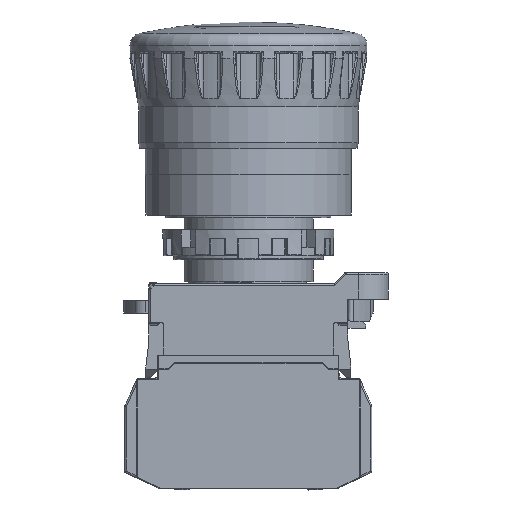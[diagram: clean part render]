
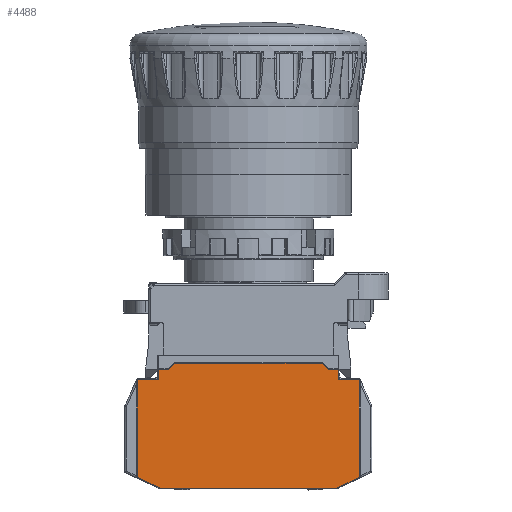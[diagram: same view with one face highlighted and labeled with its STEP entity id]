
A CAD part, left-side view. The second image highlights one B-rep face of the part: STEP entity #4488.
In plain terms, the highlighted planar face has unit normal (-1, 0, 0).
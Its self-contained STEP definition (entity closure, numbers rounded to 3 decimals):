
#4488 = ADVANCED_FACE( '', ( #10114 ), #10115, .T. );
#10114 = FACE_OUTER_BOUND( '', #18271, .T. );
#10115 = PLANE( '', #18272 );
#18271 = EDGE_LOOP( '', ( #33938, #33939, #33940, #33941, #33942, #33943, #33944, #33945, #33946, #33947, #33948, #33949, #33950, #33951 ) );
#18272 = AXIS2_PLACEMENT_3D( '', #33952, #33953, #33954 );
#33938 = ORIENTED_EDGE( '', *, *, #45893, .F. );
#33939 = ORIENTED_EDGE( '', *, *, #48391, .F. );
#33940 = ORIENTED_EDGE( '', *, *, #48599, .T. );
#33941 = ORIENTED_EDGE( '', *, *, #46545, .F. );
#33942 = ORIENTED_EDGE( '', *, *, #49555, .T. );
#33943 = ORIENTED_EDGE( '', *, *, #49556, .F. );
#33944 = ORIENTED_EDGE( '', *, *, #47296, .T. );
#33945 = ORIENTED_EDGE( '', *, *, #48891, .F. );
#33946 = ORIENTED_EDGE( '', *, *, #49557, .T. );
#33947 = ORIENTED_EDGE( '', *, *, #49558, .F. );
#33948 = ORIENTED_EDGE( '', *, *, #47787, .F. );
#33949 = ORIENTED_EDGE( '', *, *, #49155, .F. );
#33950 = ORIENTED_EDGE( '', *, *, #46454, .T. );
#33951 = ORIENTED_EDGE( '', *, *, #49559, .F. );
#33952 = CARTESIAN_POINT( '', ( -5., 0., -11.85 ) );
#33953 = DIRECTION( '', ( -1., 0., 0. ) );
#33954 = DIRECTION( '', ( 0., 1., 0. ) );
#45893 = EDGE_CURVE( '', #55239, #55235, #55241, .F. );
#46454 = EDGE_CURVE( '', #56178, #56180, #56182, .T. );
#46545 = EDGE_CURVE( '', #56334, #56329, #56336, .T. );
#47296 = EDGE_CURVE( '', #55797, #57514, #57516, .T. );
#47787 = EDGE_CURVE( '', #58245, #58246, #58247, .F. );
#48391 = EDGE_CURVE( '', #59123, #55239, #59124, .T. );
#48599 = EDGE_CURVE( '', #59123, #56329, #59424, .T. );
#48891 = EDGE_CURVE( '', #59825, #57514, #59827, .T. );
#49155 = EDGE_CURVE( '', #56178, #58245, #60195, .F. );
#49555 = EDGE_CURVE( '', #56334, #51927, #60728, .T. );
#49556 = EDGE_CURVE( '', #55797, #51927, #60729, .T. );
#49557 = EDGE_CURVE( '', #59825, #60730, #60731, .T. );
#49558 = EDGE_CURVE( '', #58246, #60730, #60732, .T. );
#49559 = EDGE_CURVE( '', #55235, #56180, #60733, .F. );
#51927 = VERTEX_POINT( '', #63478 );
#55235 = VERTEX_POINT( '', #69794 );
#55239 = VERTEX_POINT( '', #69800 );
#55241 = LINE( '', #69803, #69804 );
#55797 = VERTEX_POINT( '', #70785 );
#56178 = VERTEX_POINT( '', #71449 );
#56180 = VERTEX_POINT( '', #71452 );
#56182 = LINE( '', #71455, #71456 );
#56329 = VERTEX_POINT( '', #71661 );
#56334 = VERTEX_POINT( '', #71667 );
#56336 = LINE( '', #71669, #71670 );
#57514 = VERTEX_POINT( '', #73878 );
#57516 = LINE( '', #73880, #73881 );
#58245 = VERTEX_POINT( '', #75070 );
#58246 = VERTEX_POINT( '', #75071 );
#58247 = LINE( '', #75072, #75073 );
#59123 = VERTEX_POINT( '', #76875 );
#59124 = LINE( '', #76876, #76877 );
#59424 = LINE( '', #77405, #77406 );
#59825 = VERTEX_POINT( '', #78110 );
#59827 = LINE( '', #78112, #78113 );
#60195 = LINE( '', #78874, #78875 );
#60728 = LINE( '', #79975, #79976 );
#60729 = LINE( '', #79977, #79978 );
#60730 = VERTEX_POINT( '', #79979 );
#60731 = LINE( '', #79980, #79981 );
#60732 = LINE( '', #79982, #79983 );
#60733 = LINE( '', #79984, #79985 );
#63478 = CARTESIAN_POINT( '', ( -5., 14.828, -22.4 ) );
#69794 = CARTESIAN_POINT( '', ( -5., 13.45, -2.4 ) );
#69800 = CARTESIAN_POINT( '', ( -5., 15.15, -2.4 ) );
#69803 = CARTESIAN_POINT( '', ( -5., 15.25, -2.4 ) );
#69804 = VECTOR( '', #87084, 1000. );
#70785 = CARTESIAN_POINT( '', ( -5., -14.828, -22.4 ) );
#71449 = CARTESIAN_POINT( '', ( -5., -12.4, -1.35 ) );
#71452 = CARTESIAN_POINT( '', ( -5., 12.4, -1.35 ) );
#71455 = CARTESIAN_POINT( '', ( -5., 0., -1.35 ) );
#71456 = VECTOR( '', #87659, 1000. );
#71661 = CARTESIAN_POINT( '', ( -5., 18.7, -4.15 ) );
#71667 = CARTESIAN_POINT( '', ( -5., 18.7, -20.594 ) );
#71669 = CARTESIAN_POINT( '', ( -5., 18.7, -20.594 ) );
#71670 = VECTOR( '', #87781, 1000. );
#73878 = CARTESIAN_POINT( '', ( -5., -18.7, -20.594 ) );
#73880 = CARTESIAN_POINT( '', ( -5., -14.828, -22.4 ) );
#73881 = VECTOR( '', #88540, 1000. );
#75070 = CARTESIAN_POINT( '', ( -5., -13.45, -2.4 ) );
#75071 = CARTESIAN_POINT( '', ( -5., -15.15, -2.4 ) );
#75072 = CARTESIAN_POINT( '', ( -5., -13.45, -2.4 ) );
#75073 = VECTOR( '', #89045, 1000. );
#76875 = CARTESIAN_POINT( '', ( -5., 15.15, -4.15 ) );
#76876 = CARTESIAN_POINT( '', ( -5., 15.15, -4.15 ) );
#76877 = VECTOR( '', #89564, 1000. );
#77405 = CARTESIAN_POINT( '', ( -5., 15.15, -4.15 ) );
#77406 = VECTOR( '', #89787, 1000. );
#78110 = CARTESIAN_POINT( '', ( -5., -18.7, -4.15 ) );
#78112 = CARTESIAN_POINT( '', ( -5., -18.7, -4.15 ) );
#78113 = VECTOR( '', #90104, 1000. );
#78874 = CARTESIAN_POINT( '', ( -5., -12.4, -1.35 ) );
#78875 = VECTOR( '', #90364, 1000. );
#79975 = CARTESIAN_POINT( '', ( -5., 18.7, -20.594 ) );
#79976 = VECTOR( '', #90727, 1000. );
#79977 = CARTESIAN_POINT( '', ( -5., -14.828, -22.4 ) );
#79978 = VECTOR( '', #90728, 1000. );
#79979 = CARTESIAN_POINT( '', ( -5., -15.15, -4.15 ) );
#79980 = CARTESIAN_POINT( '', ( -5., -18.7, -4.15 ) );
#79981 = VECTOR( '', #90729, 1000. );
#79982 = CARTESIAN_POINT( '', ( -5., -15.15, -2.4 ) );
#79983 = VECTOR( '', #90730, 1000. );
#79984 = CARTESIAN_POINT( '', ( -5., 13.45, -2.4 ) );
#79985 = VECTOR( '', #90731, 1000. );
#87084 = DIRECTION( '', ( 0., 1., 0. ) );
#87659 = DIRECTION( '', ( 0., 1., 0. ) );
#87781 = DIRECTION( '', ( 0., 0., 1. ) );
#88540 = DIRECTION( '', ( 0., -0.906, 0.423 ) );
#89045 = DIRECTION( '', ( 0., 1., 0. ) );
#89564 = DIRECTION( '', ( 0., 0., 1. ) );
#89787 = DIRECTION( '', ( 0., 1., 0. ) );
#90104 = DIRECTION( '', ( 0., 0., -1. ) );
#90364 = DIRECTION( '', ( 0., 0.707, 0.707 ) );
#90727 = DIRECTION( '', ( 0., -0.906, -0.423 ) );
#90728 = DIRECTION( '', ( 0., 1., 0. ) );
#90729 = DIRECTION( '', ( 0., 1., 0. ) );
#90730 = DIRECTION( '', ( 0., 0., -1. ) );
#90731 = DIRECTION( '', ( 0., 0.707, -0.707 ) );
